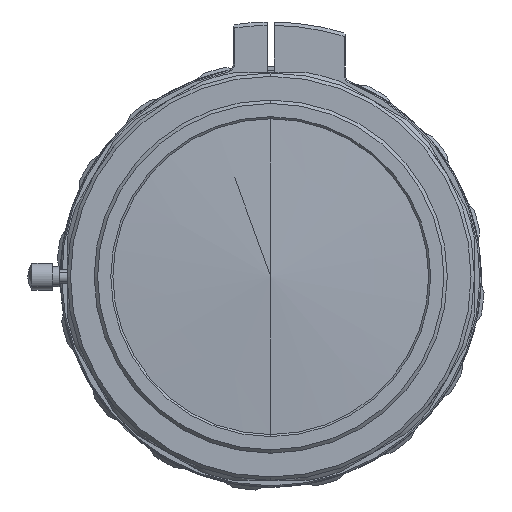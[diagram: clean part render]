
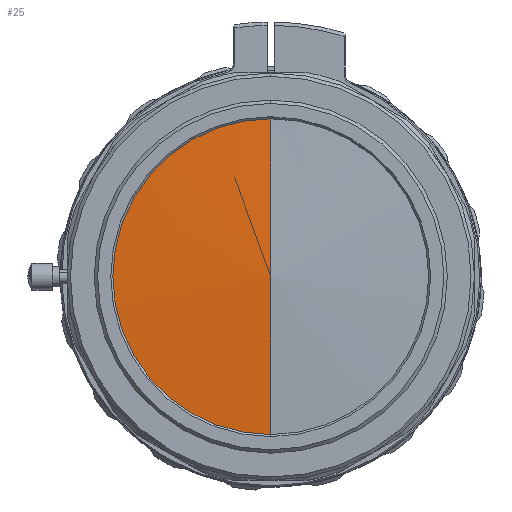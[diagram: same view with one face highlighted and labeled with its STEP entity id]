
A CAD part, left-side view. The second image highlights one B-rep face of the part: STEP entity #25.
In plain terms, the highlighted conical face has half-angle 86.94 degrees and reference radius 24.985 mm.
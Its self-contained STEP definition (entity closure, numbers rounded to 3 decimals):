
#25 = ADVANCED_FACE ( 'NONE', ( #5745 ), #12578, .T. ) ;
#202 = DIRECTION ( 'NONE',  ( 0., 0., -1. ) ) ;
#1184 = ORIENTED_EDGE ( 'NONE', *, *, #5184, .F. ) ;
#1747 = DIRECTION ( 'NONE',  ( 0., 0., -1. ) ) ;
#1889 = DIRECTION ( 'NONE',  ( 0., 0., -1. ) ) ;
#2137 = ORIENTED_EDGE ( 'NONE', *, *, #6840, .F. ) ;
#2322 = CARTESIAN_POINT ( 'NONE',  ( 1.243, 0., 0. ) ) ;
#2911 = VECTOR ( 'NONE', #12658, 1000. ) ;
#2976 = CARTESIAN_POINT ( 'NONE',  ( 1.243, 23.25, 0. ) ) ;
#3467 = ORIENTED_EDGE ( 'NONE', *, *, #6362, .F. ) ;
#4120 = CARTESIAN_POINT ( 'NONE',  ( 0., 0., 0. ) ) ;
#5133 = DIRECTION ( 'NONE',  ( 1., 0., 0. ) ) ;
#5184 = EDGE_CURVE ( 'NONE', #6873, #9174, #10411, .T. ) ;
#5412 = LINE ( 'NONE', #5819, #9381 ) ;
#5687 = CARTESIAN_POINT ( 'NONE',  ( 1.336, 0., -24.986 ) ) ;
#5745 = FACE_OUTER_BOUND ( 'NONE', #11164, .T. ) ;
#5819 = CARTESIAN_POINT ( 'NONE',  ( 1.336, 0., 24.986 ) ) ;
#6100 = AXIS2_PLACEMENT_3D ( 'NONE', #2322, #6410, #202 ) ;
#6327 = CARTESIAN_POINT ( 'NONE',  ( 1.243, 0., -23.25 ) ) ;
#6362 = EDGE_CURVE ( 'NONE', #12512, #6873, #9570, .T. ) ;
#6410 = DIRECTION ( 'NONE',  ( 1., 0., 0. ) ) ;
#6534 = AXIS2_PLACEMENT_3D ( 'NONE', #8125, #5133, #1889 ) ;
#6840 = EDGE_CURVE ( 'NONE', #9174, #12911, #10857, .T. ) ;
#6873 = VERTEX_POINT ( 'NONE', #6327 ) ;
#7135 = ORIENTED_EDGE ( 'NONE', *, *, #10987, .T. ) ;
#7836 = DIRECTION ( 'NONE',  ( 1., 0., 0. ) ) ;
#8125 = CARTESIAN_POINT ( 'NONE',  ( 1.243, 0., 0. ) ) ;
#9174 = VERTEX_POINT ( 'NONE', #2976 ) ;
#9381 = VECTOR ( 'NONE', #12895, 1000. ) ;
#9570 = LINE ( 'NONE', #5687, #2911 ) ;
#10411 = CIRCLE ( 'NONE', #6534, 23.25 ) ;
#10857 = CIRCLE ( 'NONE', #6100, 23.25 ) ;
#10987 = EDGE_CURVE ( 'NONE', #12512, #12911, #5412, .T. ) ;
#11164 = EDGE_LOOP ( 'NONE', ( #3467, #7135, #2137, #1184 ) ) ;
#11748 = CARTESIAN_POINT ( 'NONE',  ( 1.243, 0., 23.25 ) ) ;
#12052 = CARTESIAN_POINT ( 'NONE',  ( 1.336, 0., 0. ) ) ;
#12193 = AXIS2_PLACEMENT_3D ( 'NONE', #12052, #7836, #1747 ) ;
#12512 = VERTEX_POINT ( 'NONE', #4120 ) ;
#12578 = CONICAL_SURFACE ( 'NONE', #12193, 24.986, 1.517 ) ;
#12658 = DIRECTION ( 'NONE',  ( 0.053, 0., -0.999 ) ) ;
#12895 = DIRECTION ( 'NONE',  ( 0.053, 0., 0.999 ) ) ;
#12911 = VERTEX_POINT ( 'NONE', #11748 ) ;
